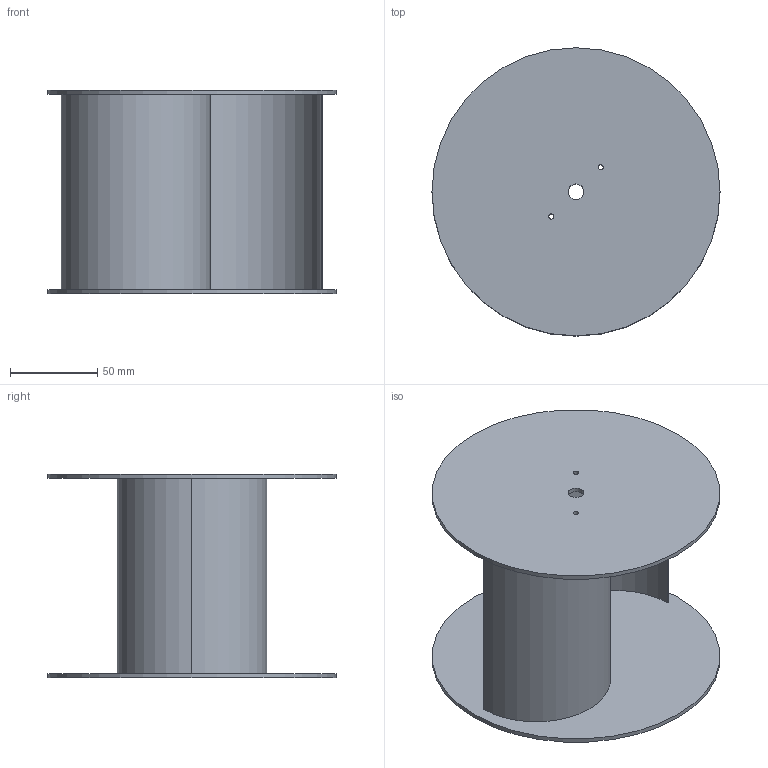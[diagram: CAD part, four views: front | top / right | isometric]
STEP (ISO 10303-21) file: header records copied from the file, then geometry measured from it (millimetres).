
FILE_DESCRIPTION(/* description */ (''),/* implementation_level */ '2;1');
FILE_NAME(/* name */ 'Savonius Turbine.step',/* time_stamp */ '2025-04-30T16:11:01-05:00',/* author */ (''),/* organization */ (''),/* preprocessor_version */ 'ST-DEVELOPER v20.1',/* originating_system */ 'Autodesk Translation Framework v14.4.0.0',/* authorisation */ '');
FILE_SCHEMA (('AUTOMOTIVE_DESIGN { 1 0 10303 214 3 1 1 }'));
Length unit declared in the file: millimetre
Products named in the file (2): (Unsaved); Savonius Turbine
Assembly tree (1 placements, depth 2):
  (Unsaved)
    Savonius Turbine
Bounding box: 165 x 165 x 116.7 mm (x, y, z)
Volume: 126018.9 mm3; surface area: 149129.7 mm2
Topology: 2 solids, 2 shells, 32 faces, 72 edges, 48 vertices
Faces by surface type: plane 16, cylinder 16
Full cylindrical faces by diameter (mm): 3 x4, 9 x2, 165 x2
Entity records: 984 total; most frequent: DIRECTION 174, CARTESIAN_POINT 155, ORIENTED_EDGE 144, EDGE_CURVE 72, AXIS2_PLACEMENT_3D 67, EDGE_LOOP 48, VERTEX_POINT 48, LINE 40
